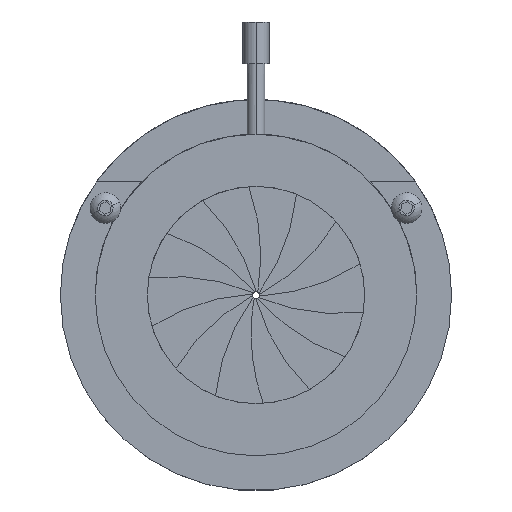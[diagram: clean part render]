
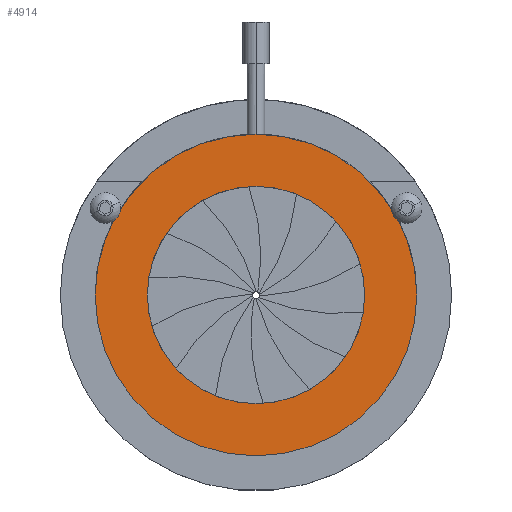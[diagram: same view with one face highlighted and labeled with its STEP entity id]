
A CAD part, top view. The second image highlights one B-rep face of the part: STEP entity #4914.
In plain terms, the highlighted planar face has unit normal (0, 0, 1).
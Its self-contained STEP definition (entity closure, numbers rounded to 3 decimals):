
#341 = CARTESIAN_POINT ( 'NONE',  ( 0., 0., 6.5 ) ) ;
#553 = CARTESIAN_POINT ( 'NONE',  ( -12.5, 0., 6.5 ) ) ;
#613 = PLANE ( 'NONE',  #1799 ) ;
#657 = AXIS2_PLACEMENT_3D ( 'NONE', #5076, #2471, #5502 ) ;
#781 = CARTESIAN_POINT ( 'NONE',  ( 12.5, 0., 6.5 ) ) ;
#783 = ORIENTED_EDGE ( 'NONE', *, *, #5171, .T. ) ;
#786 = DIRECTION ( 'NONE',  ( 1., 0., 0. ) ) ;
#898 = EDGE_LOOP ( 'NONE', ( #783, #2805 ) ) ;
#1133 = AXIS2_PLACEMENT_3D ( 'NONE', #4262, #1642, #4706 ) ;
#1319 = AXIS2_PLACEMENT_3D ( 'NONE', #2502, #5098, #2043 ) ;
#1386 = AXIS2_PLACEMENT_3D ( 'NONE', #341, #3379, #786 ) ;
#1506 = DIRECTION ( 'NONE',  ( 0., 0., 1. ) ) ;
#1642 = DIRECTION ( 'NONE',  ( 0., 0., 1. ) ) ;
#1742 = VERTEX_POINT ( 'NONE', #3482 ) ;
#1795 = VERTEX_POINT ( 'NONE', #553 ) ;
#1799 = AXIS2_PLACEMENT_3D ( 'NONE', #4106, #1506, #4558 ) ;
#1883 = EDGE_CURVE ( 'NONE', #1742, #5200, #3838, .T. ) ;
#2043 = DIRECTION ( 'NONE',  ( -1., 0., 0. ) ) ;
#2093 = VERTEX_POINT ( 'NONE', #781 ) ;
#2291 = CIRCLE ( 'NONE', #657, 12.5 ) ;
#2471 = DIRECTION ( 'NONE',  ( 0., 0., -1. ) ) ;
#2502 = CARTESIAN_POINT ( 'NONE',  ( 0., 0., 6.5 ) ) ;
#2729 = EDGE_CURVE ( 'NONE', #2093, #1795, #2291, .T. ) ;
#2805 = ORIENTED_EDGE ( 'NONE', *, *, #1883, .T. ) ;
#3233 = FACE_OUTER_BOUND ( 'NONE', #898, .T. ) ;
#3379 = DIRECTION ( 'NONE',  ( 0., 0., -1. ) ) ;
#3482 = CARTESIAN_POINT ( 'NONE',  ( 18.5, 0., 6.5 ) ) ;
#3543 = EDGE_LOOP ( 'NONE', ( #5108, #4792 ) ) ;
#3838 = CIRCLE ( 'NONE', #1319, 18.5 ) ;
#4106 = CARTESIAN_POINT ( 'NONE',  ( 0., 0., 6.5 ) ) ;
#4146 = CIRCLE ( 'NONE', #1386, 12.5 ) ;
#4262 = CARTESIAN_POINT ( 'NONE',  ( 0., 0., 6.5 ) ) ;
#4558 = DIRECTION ( 'NONE',  ( 1., 0., 0. ) ) ;
#4662 = CIRCLE ( 'NONE', #1133, 18.5 ) ;
#4706 = DIRECTION ( 'NONE',  ( -1., 0., 0. ) ) ;
#4792 = ORIENTED_EDGE ( 'NONE', *, *, #5563, .T. ) ;
#4914 = ADVANCED_FACE ( 'NONE', ( #3233, #5411 ), #613, .T. ) ;
#5076 = CARTESIAN_POINT ( 'NONE',  ( 0., 0., 6.5 ) ) ;
#5098 = DIRECTION ( 'NONE',  ( 0., 0., 1. ) ) ;
#5108 = ORIENTED_EDGE ( 'NONE', *, *, #2729, .T. ) ;
#5148 = CARTESIAN_POINT ( 'NONE',  ( -18.5, 0., 6.5 ) ) ;
#5171 = EDGE_CURVE ( 'NONE', #5200, #1742, #4662, .T. ) ;
#5200 = VERTEX_POINT ( 'NONE', #5148 ) ;
#5411 = FACE_BOUND ( 'NONE', #3543, .T. ) ;
#5502 = DIRECTION ( 'NONE',  ( 1., 0., 0. ) ) ;
#5563 = EDGE_CURVE ( 'NONE', #1795, #2093, #4146, .T. ) ;
